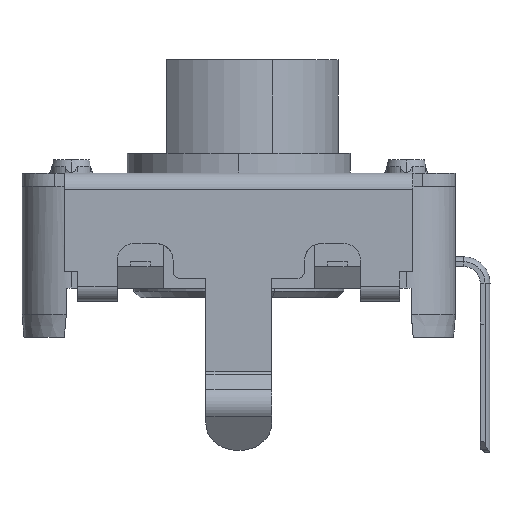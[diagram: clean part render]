
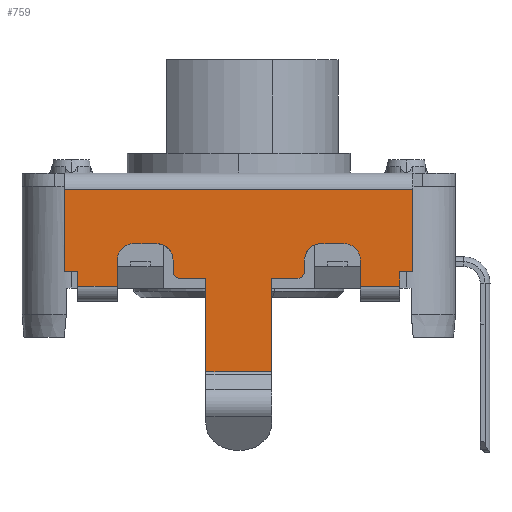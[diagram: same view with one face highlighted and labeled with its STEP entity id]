
A CAD part, left-side view. The second image highlights one B-rep face of the part: STEP entity #759.
In plain terms, the highlighted planar face has unit normal (-1, 0, 0).
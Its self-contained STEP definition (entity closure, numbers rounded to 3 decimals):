
#759=ADVANCED_FACE('',(#1899),#1900,.F.);
#1899=FACE_OUTER_BOUND('',#3421,.T.);
#1900=PLANE('',#3422);
#3421=EDGE_LOOP('',(#5792,#5793,#5794,#5795,#5796,#5797,#5798,#5799,#5800,#5801,#5802,#5803,#5804,#5805,#5806,#5807,#5808,#5809,#5810,#5811,#5812,#5813,#5814,#5815,#5816,#5817));
#3422=AXIS2_PLACEMENT_3D('',#5818,#5819,#5820);
#5792=ORIENTED_EDGE('',*,*,#9871,.T.);
#5793=ORIENTED_EDGE('',*,*,#9872,.F.);
#5794=ORIENTED_EDGE('',*,*,#9873,.F.);
#5795=ORIENTED_EDGE('',*,*,#9492,.T.);
#5796=ORIENTED_EDGE('',*,*,#9874,.T.);
#5797=ORIENTED_EDGE('',*,*,#9875,.T.);
#5798=ORIENTED_EDGE('',*,*,#9876,.T.);
#5799=ORIENTED_EDGE('',*,*,#9877,.T.);
#5800=ORIENTED_EDGE('',*,*,#9878,.T.);
#5801=ORIENTED_EDGE('',*,*,#9879,.T.);
#5802=ORIENTED_EDGE('',*,*,#9880,.T.);
#5803=ORIENTED_EDGE('',*,*,#9881,.F.);
#5804=ORIENTED_EDGE('',*,*,#9882,.F.);
#5805=ORIENTED_EDGE('',*,*,#9883,.T.);
#5806=ORIENTED_EDGE('',*,*,#9884,.T.);
#5807=ORIENTED_EDGE('',*,*,#9885,.T.);
#5808=ORIENTED_EDGE('',*,*,#9886,.T.);
#5809=ORIENTED_EDGE('',*,*,#9887,.T.);
#5810=ORIENTED_EDGE('',*,*,#9888,.T.);
#5811=ORIENTED_EDGE('',*,*,#9487,.F.);
#5812=ORIENTED_EDGE('',*,*,#9856,.T.);
#5813=ORIENTED_EDGE('',*,*,#9889,.T.);
#5814=ORIENTED_EDGE('',*,*,#9890,.T.);
#5815=ORIENTED_EDGE('',*,*,#9891,.T.);
#5816=ORIENTED_EDGE('',*,*,#9892,.F.);
#5817=ORIENTED_EDGE('',*,*,#9893,.T.);
#5818=CARTESIAN_POINT('',(-6.2,4.9,1.099));
#5819=DIRECTION('',(1.0,0.,0.0));
#5820=DIRECTION('',(0.,-1.0,0.0));
#9487=EDGE_CURVE('',#11492,#11494,#11495,.T.);
#9492=EDGE_CURVE('',#11503,#11501,#11504,.T.);
#9856=EDGE_CURVE('',#11492,#12108,#12111,.F.);
#9871=EDGE_CURVE('',#12134,#12135,#12136,.T.);
#9872=EDGE_CURVE('',#12137,#12135,#12138,.T.);
#9873=EDGE_CURVE('',#11503,#12137,#12139,.T.);
#9874=EDGE_CURVE('',#11501,#12140,#12141,.T.);
#9875=EDGE_CURVE('',#12140,#12142,#12143,.T.);
#9876=EDGE_CURVE('',#12142,#12144,#12145,.T.);
#9877=EDGE_CURVE('',#12144,#12146,#12147,.T.);
#9878=EDGE_CURVE('',#12146,#12148,#12149,.T.);
#9879=EDGE_CURVE('',#12148,#12150,#12151,.T.);
#9880=EDGE_CURVE('',#12150,#12152,#12153,.T.);
#9881=EDGE_CURVE('',#12154,#12152,#12155,.T.);
#9882=EDGE_CURVE('',#12156,#12154,#12157,.T.);
#9883=EDGE_CURVE('',#12156,#12158,#12159,.T.);
#9884=EDGE_CURVE('',#12158,#12160,#12161,.T.);
#9885=EDGE_CURVE('',#12160,#12162,#12163,.T.);
#9886=EDGE_CURVE('',#12162,#12164,#12165,.T.);
#9887=EDGE_CURVE('',#12164,#12166,#12167,.T.);
#9888=EDGE_CURVE('',#12166,#11494,#12168,.T.);
#9889=EDGE_CURVE('',#12108,#12169,#12170,.T.);
#9890=EDGE_CURVE('',#12169,#12171,#12172,.T.);
#9891=EDGE_CURVE('',#12171,#12173,#12174,.T.);
#9892=EDGE_CURVE('',#12175,#12173,#12176,.T.);
#9893=EDGE_CURVE('',#12175,#12134,#12177,.T.);
#11492=VERTEX_POINT('',#14381);
#11494=VERTEX_POINT('',#14383);
#11495=LINE('',#14384,#14385);
#11501=VERTEX_POINT('',#14393);
#11503=VERTEX_POINT('',#14396);
#11504=LINE('',#14397,#14398);
#12108=VERTEX_POINT('',#15293);
#12111=LINE('',#15296,#15297);
#12134=VERTEX_POINT('',#15327);
#12135=VERTEX_POINT('',#15328);
#12136=LINE('',#15329,#15330);
#12137=VERTEX_POINT('',#15331);
#12138=LINE('',#15332,#15333);
#12139=LINE('',#15334,#15335);
#12140=VERTEX_POINT('',#15336);
#12141=CIRCLE('',#15337,0.5);
#12142=VERTEX_POINT('',#15338);
#12143=LINE('',#15339,#15340);
#12144=VERTEX_POINT('',#15341);
#12145=CIRCLE('',#15342,0.5);
#12146=VERTEX_POINT('',#15343);
#12147=LINE('',#15344,#15345);
#12148=VERTEX_POINT('',#15346);
#12149=CIRCLE('',#15347,0.2);
#12150=VERTEX_POINT('',#15348);
#12151=LINE('',#15349,#15350);
#12152=VERTEX_POINT('',#15351);
#12153=LINE('',#15352,#15353);
#12154=VERTEX_POINT('',#15354);
#12155=LINE('',#15355,#15356);
#12156=VERTEX_POINT('',#15357);
#12157=LINE('',#15358,#15359);
#12158=VERTEX_POINT('',#15360);
#12159=LINE('',#15361,#15362);
#12160=VERTEX_POINT('',#15363);
#12161=CIRCLE('',#15364,0.2);
#12162=VERTEX_POINT('',#15365);
#12163=LINE('',#15366,#15367);
#12164=VERTEX_POINT('',#15368);
#12165=CIRCLE('',#15369,0.5);
#12166=VERTEX_POINT('',#15370);
#12167=LINE('',#15371,#15372);
#12168=CIRCLE('',#15373,0.5);
#12169=VERTEX_POINT('',#15374);
#12170=LINE('',#15375,#15376);
#12171=VERTEX_POINT('',#15377);
#12172=LINE('',#15378,#15379);
#12173=VERTEX_POINT('',#15380);
#12174=LINE('',#15381,#15382);
#12175=VERTEX_POINT('',#15383);
#12176=LINE('',#15384,#15385);
#12177=LINE('',#15386,#15387);
#14381=CARTESIAN_POINT('',(-6.2,-3.7,1.55));
#14383=CARTESIAN_POINT('',(-6.2,-3.7,2.35));
#14384=CARTESIAN_POINT('',(-6.2,-3.7,1.099));
#14385=VECTOR('',#17734,25400.0);
#14393=CARTESIAN_POINT('',(-6.2,3.7,2.35));
#14396=CARTESIAN_POINT('',(-6.2,3.7,1.55));
#14397=CARTESIAN_POINT('',(-6.2,3.7,1.099));
#14398=VECTOR('',#17738,25400.0);
#15293=CARTESIAN_POINT('',(-6.2,-4.9,1.55));
#15296=CARTESIAN_POINT('',(-6.2,2.976,1.55));
#15297=VECTOR('',#18186,25400.0);
#15327=CARTESIAN_POINT('',(-6.2,5.3,2.0));
#15328=CARTESIAN_POINT('',(-6.2,4.9,2.0));
#15329=CARTESIAN_POINT('',(-6.2,5.3,2.0));
#15330=VECTOR('',#18206,25400.0);
#15331=CARTESIAN_POINT('',(-6.2,4.9,1.55));
#15332=CARTESIAN_POINT('',(-6.2,4.9,1.099));
#15333=VECTOR('',#18207,25400.0);
#15334=CARTESIAN_POINT('',(-6.2,2.976,1.55));
#15335=VECTOR('',#18208,25400.0);
#15336=CARTESIAN_POINT('',(-6.2,3.2,2.85));
#15337=AXIS2_PLACEMENT_3D('',#18209,#18210,#18211);
#15338=CARTESIAN_POINT('',(-6.2,2.5,2.85));
#15339=CARTESIAN_POINT('',(-6.2,3.2,2.85));
#15340=VECTOR('',#18212,25400.0);
#15341=CARTESIAN_POINT('',(-6.2,2.0,2.35));
#15342=AXIS2_PLACEMENT_3D('',#18213,#18214,#18215);
#15343=CARTESIAN_POINT('',(-6.2,2.0,2.0));
#15344=CARTESIAN_POINT('',(-6.2,2.0,2.35));
#15345=VECTOR('',#18216,25400.0);
#15346=CARTESIAN_POINT('',(-6.2,1.8,1.8));
#15347=AXIS2_PLACEMENT_3D('',#18217,#18218,#18219);
#15348=CARTESIAN_POINT('',(-6.2,1.0,1.8));
#15349=CARTESIAN_POINT('',(-6.2,1.8,1.8));
#15350=VECTOR('',#18220,25400.0);
#15351=CARTESIAN_POINT('',(-6.2,1.0,-1.053));
#15352=CARTESIAN_POINT('',(-6.2,1.0,1.8));
#15353=VECTOR('',#18221,25400.0);
#15354=CARTESIAN_POINT('',(-6.2,-1.0,-1.053));
#15355=CARTESIAN_POINT('',(-6.2,1.0,-1.053));
#15356=VECTOR('',#18222,25400.0);
#15357=CARTESIAN_POINT('',(-6.2,-1.0,1.8));
#15358=CARTESIAN_POINT('',(-6.2,-1.0,-1.1));
#15359=VECTOR('',#18223,25400.0);
#15360=CARTESIAN_POINT('',(-6.2,-1.8,1.8));
#15361=CARTESIAN_POINT('',(-6.2,-1.0,1.8));
#15362=VECTOR('',#18224,25400.0);
#15363=CARTESIAN_POINT('',(-6.2,-2.0,2.0));
#15364=AXIS2_PLACEMENT_3D('',#18225,#18226,#18227);
#15365=CARTESIAN_POINT('',(-6.2,-2.0,2.35));
#15366=CARTESIAN_POINT('',(-6.2,-2.0,2.0));
#15367=VECTOR('',#18228,25400.0);
#15368=CARTESIAN_POINT('',(-6.2,-2.5,2.85));
#15369=AXIS2_PLACEMENT_3D('',#18229,#18230,#18231);
#15370=CARTESIAN_POINT('',(-6.2,-3.2,2.85));
#15371=CARTESIAN_POINT('',(-6.2,-2.5,2.85));
#15372=VECTOR('',#18232,25400.0);
#15373=AXIS2_PLACEMENT_3D('',#18233,#18234,#18235);
#15374=CARTESIAN_POINT('',(-6.2,-4.9,2.0));
#15375=CARTESIAN_POINT('',(-6.2,-4.9,1.099));
#15376=VECTOR('',#18236,25400.0);
#15377=CARTESIAN_POINT('',(-6.2,-5.3,2.0));
#15378=CARTESIAN_POINT('',(-6.2,-5.3,2.0));
#15379=VECTOR('',#18237,25400.0);
#15380=CARTESIAN_POINT('',(-6.2,-5.3,4.5));
#15381=CARTESIAN_POINT('',(-6.2,-5.3,2.0));
#15382=VECTOR('',#18238,25400.0);
#15383=CARTESIAN_POINT('',(-6.2,5.3,4.5));
#15384=CARTESIAN_POINT('',(-6.2,-5.3,4.5));
#15385=VECTOR('',#18239,25400.0);
#15386=CARTESIAN_POINT('',(-6.2,5.3,5.));
#15387=VECTOR('',#18240,25400.0);
#17734=DIRECTION('',(0.0,0.0,1.0));
#17738=DIRECTION('',(0.0,0.0,1.0));
#18186=DIRECTION('',(0.,1.0,0.));
#18206=DIRECTION('',(0.,-1.0,0.));
#18207=DIRECTION('',(0.0,0.0,1.0));
#18208=DIRECTION('',(0.,1.0,0.));
#18209=CARTESIAN_POINT('',(-6.2,3.2,2.35));
#18210=DIRECTION('',(1.0,0.,0.));
#18211=DIRECTION('',(0.,0.,-1.0));
#18212=DIRECTION('',(0.,-1.0,0.));
#18213=CARTESIAN_POINT('',(-6.2,2.5,2.35));
#18214=DIRECTION('',(1.0,0.,0.));
#18215=DIRECTION('',(0.,0.,-1.0));
#18216=DIRECTION('',(0.0,0.,-1.0));
#18217=CARTESIAN_POINT('',(-6.2,1.8,2.0));
#18218=DIRECTION('',(-1.0,0.,0.));
#18219=DIRECTION('',(0.,0.,1.0));
#18220=DIRECTION('',(0.,-1.0,0.));
#18221=DIRECTION('',(0.0,0.,-1.0));
#18222=DIRECTION('',(0.,1.0,0.));
#18223=DIRECTION('',(0.0,0.,-1.0));
#18224=DIRECTION('',(0.,-1.0,0.));
#18225=CARTESIAN_POINT('',(-6.2,-1.8,2.0));
#18226=DIRECTION('',(-1.0,0.,0.));
#18227=DIRECTION('',(0.,0.,1.0));
#18228=DIRECTION('',(0.0,0.,1.0));
#18229=CARTESIAN_POINT('',(-6.2,-2.5,2.35));
#18230=DIRECTION('',(1.0,0.,0.));
#18231=DIRECTION('',(0.,0.,-1.0));
#18232=DIRECTION('',(0.,-1.0,0.));
#18233=CARTESIAN_POINT('',(-6.2,-3.2,2.35));
#18234=DIRECTION('',(1.0,0.,0.));
#18235=DIRECTION('',(0.,0.,-1.0));
#18236=DIRECTION('',(0.0,0.0,1.0));
#18237=DIRECTION('',(0.,-1.0,0.));
#18238=DIRECTION('',(0.0,0.,1.0));
#18239=DIRECTION('',(0.,-1.0,0.));
#18240=DIRECTION('',(0.0,0.,-1.0));
